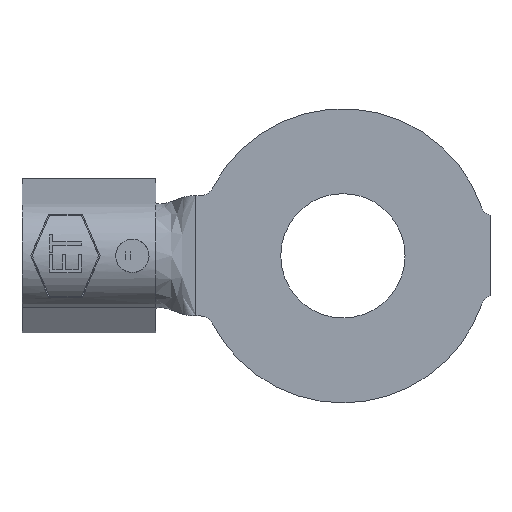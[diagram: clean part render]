
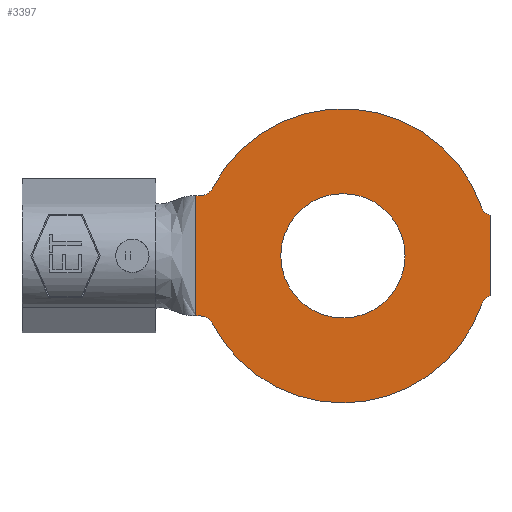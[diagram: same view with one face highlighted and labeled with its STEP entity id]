
A CAD part, front view. The second image highlights one B-rep face of the part: STEP entity #3397.
In plain terms, the highlighted planar face has unit normal (0, -1, 0).
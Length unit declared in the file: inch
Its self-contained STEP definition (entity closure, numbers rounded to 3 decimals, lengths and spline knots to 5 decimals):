
#46 = DIRECTION ( 'NONE',  ( 0., 1., 0. ) ) ;
#85 = ORIENTED_EDGE ( 'NONE', *, *, #781, .T. ) ;
#164 = VECTOR ( 'NONE', #2382, 39.37008 ) ;
#186 = CARTESIAN_POINT ( 'NONE',  ( 0.11334, 0., -0.03943 ) ) ;
#200 = CARTESIAN_POINT ( 'NONE',  ( 0.11, 0., -0.03 ) ) ;
#216 = EDGE_CURVE ( 'NONE', #1604, #1030, #2381, .T. ) ;
#241 = VERTEX_POINT ( 'NONE', #2566 ) ;
#273 = DIRECTION ( 'NONE',  ( 0., 1., 0. ) ) ;
#306 = CARTESIAN_POINT ( 'NONE',  ( 0.11, 0., -0.03 ) ) ;
#343 = CARTESIAN_POINT ( 'NONE',  ( 0., 0., 0. ) ) ;
#350 = CARTESIAN_POINT ( 'NONE',  ( 0., 0., 0. ) ) ;
#388 = CARTESIAN_POINT ( 'NONE',  ( -0.10665, 0., -0.055 ) ) ;
#446 = DIRECTION ( 'NONE',  ( 0., 0., 1. ) ) ;
#457 = CIRCLE ( 'NONE', #1372, 0.11 ) ;
#472 = CIRCLE ( 'NONE', #1312, 0.01 ) ;
#510 = LINE ( 'NONE', #3358, #705 ) ;
#545 = CIRCLE ( 'NONE', #2078, 0.01 ) ;
#563 = EDGE_CURVE ( 'NONE', #1921, #880, #1197, .T. ) ;
#566 = VERTEX_POINT ( 'NONE', #3078 ) ;
#585 = AXIS2_PLACEMENT_3D ( 'NONE', #186, #2133, #446 ) ;
#602 = CIRCLE ( 'NONE', #1038, 0.01 ) ;
#615 = DIRECTION ( 'NONE',  ( 0., 0., 1. ) ) ;
#622 = DIRECTION ( 'NONE',  ( 0., 0., 1. ) ) ;
#630 = CARTESIAN_POINT ( 'NONE',  ( 0.11334, 0., 0.03943 ) ) ;
#647 = EDGE_CURVE ( 'NONE', #2251, #732, #1772, .T. ) ;
#667 = DIRECTION ( 'NONE',  ( 0., 0., 1. ) ) ;
#705 = VECTOR ( 'NONE', #3080, 39.37008 ) ;
#732 = VERTEX_POINT ( 'NONE', #1726 ) ;
#757 = ORIENTED_EDGE ( 'NONE', *, *, #2598, .F. ) ;
#781 = EDGE_CURVE ( 'NONE', #1689, #880, #545, .T. ) ;
#880 = VERTEX_POINT ( 'NONE', #3384 ) ;
#891 = ORIENTED_EDGE ( 'NONE', *, *, #1558, .T. ) ;
#919 = DIRECTION ( 'NONE',  ( 0., 0., 1. ) ) ;
#995 = CARTESIAN_POINT ( 'NONE',  ( -0.11, 0., -0.045 ) ) ;
#1002 = FACE_OUTER_BOUND ( 'NONE', #1530, .T. ) ;
#1030 = VERTEX_POINT ( 'NONE', #1230 ) ;
#1038 = AXIS2_PLACEMENT_3D ( 'NONE', #630, #2599, #919 ) ;
#1119 = PLANE ( 'NONE',  #2968 ) ;
#1160 = CARTESIAN_POINT ( 'NONE',  ( 0., 0., 0. ) ) ;
#1197 = CIRCLE ( 'NONE', #1202, 0.11 ) ;
#1202 = AXIS2_PLACEMENT_3D ( 'NONE', #1946, #273, #2225 ) ;
#1230 = CARTESIAN_POINT ( 'NONE',  ( -0.10665, 0., 0.045 ) ) ;
#1237 = CARTESIAN_POINT ( 'NONE',  ( -0.10665, 0., 0.055 ) ) ;
#1296 = CARTESIAN_POINT ( 'NONE',  ( 0., 0., -0.11 ) ) ;
#1309 = VECTOR ( 'NONE', #2843, 39.37008 ) ;
#1312 = AXIS2_PLACEMENT_3D ( 'NONE', #1237, #3205, #1528 ) ;
#1339 = EDGE_CURVE ( 'NONE', #1689, #3179, #510, .T. ) ;
#1372 = AXIS2_PLACEMENT_3D ( 'NONE', #343, #2302, #615 ) ;
#1453 = DIRECTION ( 'NONE',  ( 0., 0., 1. ) ) ;
#1528 = DIRECTION ( 'NONE',  ( 0., 0., 1. ) ) ;
#1530 = EDGE_LOOP ( 'NONE', ( #2028, #2122, #757, #2087, #1985, #891, #2167, #3402, #2561, #85, #2889 ) ) ;
#1558 = EDGE_CURVE ( 'NONE', #566, #1030, #472, .T. ) ;
#1561 = CARTESIAN_POINT ( 'NONE',  ( -0.10037, 0., 0.045 ) ) ;
#1604 = VERTEX_POINT ( 'NONE', #3228 ) ;
#1652 = EDGE_CURVE ( 'NONE', #241, #1921, #3034, .T. ) ;
#1657 = ORIENTED_EDGE ( 'NONE', *, *, #647, .T. ) ;
#1689 = VERTEX_POINT ( 'NONE', #2285 ) ;
#1713 = DIRECTION ( 'NONE',  ( 0., 0., 1. ) ) ;
#1718 = CARTESIAN_POINT ( 'NONE',  ( 0., 0., 0. ) ) ;
#1726 = CARTESIAN_POINT ( 'NONE',  ( 0., 0., 0.0465 ) ) ;
#1733 = EDGE_CURVE ( 'NONE', #3242, #1811, #602, .T. ) ;
#1766 = CARTESIAN_POINT ( 'NONE',  ( 0., 0., -0.0465 ) ) ;
#1772 = CIRCLE ( 'NONE', #2911, 0.0465 ) ;
#1811 = VERTEX_POINT ( 'NONE', #2628 ) ;
#1848 = AXIS2_PLACEMENT_3D ( 'NONE', #350, #2309, #622 ) ;
#1871 = DIRECTION ( 'NONE',  ( 0., 0., -1. ) ) ;
#1910 = EDGE_CURVE ( 'NONE', #241, #3456, #2903, .T. ) ;
#1921 = VERTEX_POINT ( 'NONE', #1296 ) ;
#1927 = ORIENTED_EDGE ( 'NONE', *, *, #2284, .T. ) ;
#1946 = CARTESIAN_POINT ( 'NONE',  ( 0., 0., 0. ) ) ;
#1985 = ORIENTED_EDGE ( 'NONE', *, *, #3545, .F. ) ;
#1991 = DIRECTION ( 'NONE',  ( 0., 0., 1. ) ) ;
#2028 = ORIENTED_EDGE ( 'NONE', *, *, #1652, .F. ) ;
#2078 = AXIS2_PLACEMENT_3D ( 'NONE', #388, #2350, #667 ) ;
#2087 = ORIENTED_EDGE ( 'NONE', *, *, #1733, .T. ) ;
#2122 = ORIENTED_EDGE ( 'NONE', *, *, #1910, .T. ) ;
#2133 = DIRECTION ( 'NONE',  ( 0., 1., 0. ) ) ;
#2167 = ORIENTED_EDGE ( 'NONE', *, *, #216, .F. ) ;
#2225 = DIRECTION ( 'NONE',  ( 0., 0., 1. ) ) ;
#2251 = VERTEX_POINT ( 'NONE', #1766 ) ;
#2284 = EDGE_CURVE ( 'NONE', #732, #2251, #3329, .T. ) ;
#2285 = CARTESIAN_POINT ( 'NONE',  ( -0.10665, 0., -0.045 ) ) ;
#2302 = DIRECTION ( 'NONE',  ( 0., 1., 0. ) ) ;
#2309 = DIRECTION ( 'NONE',  ( 0., 1., 0. ) ) ;
#2310 = FACE_BOUND ( 'NONE', #3323, .T. ) ;
#2350 = DIRECTION ( 'NONE',  ( 0., 1., 0. ) ) ;
#2381 = LINE ( 'NONE', #1561, #164 ) ;
#2382 = DIRECTION ( 'NONE',  ( 1., 0., 0. ) ) ;
#2444 = LINE ( 'NONE', #200, #3209 ) ;
#2533 = CARTESIAN_POINT ( 'NONE',  ( 0., 0., 0. ) ) ;
#2561 = ORIENTED_EDGE ( 'NONE', *, *, #1339, .F. ) ;
#2566 = CARTESIAN_POINT ( 'NONE',  ( 0.10389, 0., -0.03614 ) ) ;
#2598 = EDGE_CURVE ( 'NONE', #3242, #3456, #2444, .T. ) ;
#2599 = DIRECTION ( 'NONE',  ( 0., 1., 0. ) ) ;
#2628 = CARTESIAN_POINT ( 'NONE',  ( 0.10389, 0., 0.03614 ) ) ;
#2843 = DIRECTION ( 'NONE',  ( 0., 0., 1. ) ) ;
#2889 = ORIENTED_EDGE ( 'NONE', *, *, #563, .F. ) ;
#2903 = CIRCLE ( 'NONE', #585, 0.01 ) ;
#2911 = AXIS2_PLACEMENT_3D ( 'NONE', #1160, #3134, #1453 ) ;
#2968 = AXIS2_PLACEMENT_3D ( 'NONE', #2533, #3388, #1713 ) ;
#3014 = CARTESIAN_POINT ( 'NONE',  ( 0.11, 0., 0.03 ) ) ;
#3034 = CIRCLE ( 'NONE', #3364, 0.11 ) ;
#3078 = CARTESIAN_POINT ( 'NONE',  ( -0.09777, 0., 0.05042 ) ) ;
#3080 = DIRECTION ( 'NONE',  ( -1., 0., 0. ) ) ;
#3130 = CARTESIAN_POINT ( 'NONE',  ( -0.11, 0., -0.045 ) ) ;
#3134 = DIRECTION ( 'NONE',  ( 0., 1., 0. ) ) ;
#3179 = VERTEX_POINT ( 'NONE', #995 ) ;
#3205 = DIRECTION ( 'NONE',  ( 0., 1., 0. ) ) ;
#3209 = VECTOR ( 'NONE', #1871, 39.37008 ) ;
#3228 = CARTESIAN_POINT ( 'NONE',  ( -0.11, 0., 0.045 ) ) ;
#3242 = VERTEX_POINT ( 'NONE', #3014 ) ;
#3323 = EDGE_LOOP ( 'NONE', ( #1927, #1657 ) ) ;
#3329 = CIRCLE ( 'NONE', #1848, 0.0465 ) ;
#3358 = CARTESIAN_POINT ( 'NONE',  ( -0.10037, 0., -0.045 ) ) ;
#3364 = AXIS2_PLACEMENT_3D ( 'NONE', #1718, #46, #1991 ) ;
#3384 = CARTESIAN_POINT ( 'NONE',  ( -0.09777, 0., -0.05042 ) ) ;
#3388 = DIRECTION ( 'NONE',  ( 0., 1., 0. ) ) ;
#3397 = ADVANCED_FACE ( 'NONE', ( #2310, #1002 ), #1119, .F. ) ;
#3402 = ORIENTED_EDGE ( 'NONE', *, *, #3502, .F. ) ;
#3456 = VERTEX_POINT ( 'NONE', #306 ) ;
#3502 = EDGE_CURVE ( 'NONE', #3179, #1604, #3540, .T. ) ;
#3540 = LINE ( 'NONE', #3130, #1309 ) ;
#3545 = EDGE_CURVE ( 'NONE', #566, #1811, #457, .T. ) ;
